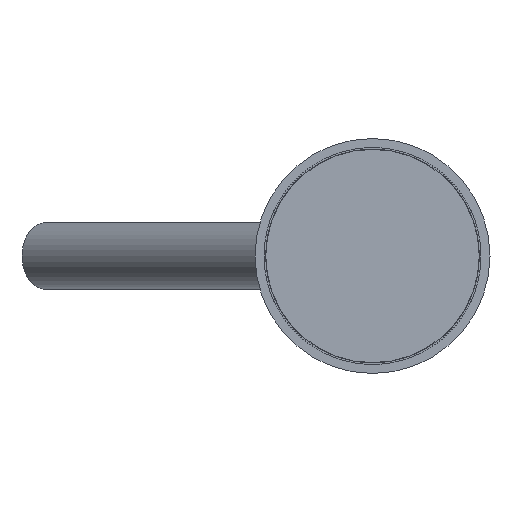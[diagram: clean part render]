
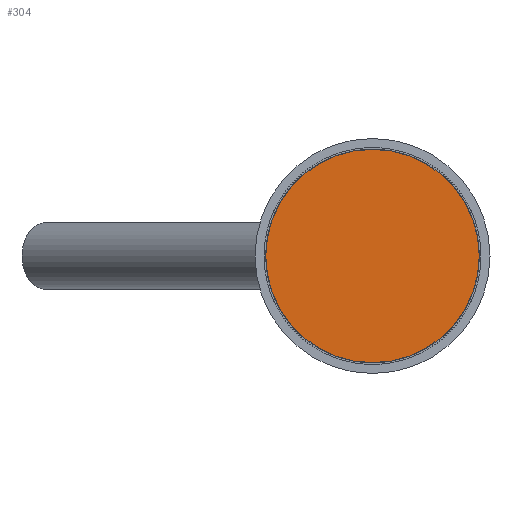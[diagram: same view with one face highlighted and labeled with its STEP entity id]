
A CAD part, front view. The second image highlights one B-rep face of the part: STEP entity #304.
In plain terms, the highlighted planar face has unit normal (0, -1, 0).
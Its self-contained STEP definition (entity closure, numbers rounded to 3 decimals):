
#304=ADVANCED_FACE('',(#2723),#1518,.T.);
#1518=PLANE('',#21351);
#2723=FACE_OUTER_BOUND('',#3931,.T.);
#3931=EDGE_LOOP('',(#10212));
#10212=ORIENTED_EDGE('',*,*,#17958,.T.);
#16020=VERTEX_POINT('',#28870);
#17958=EDGE_CURVE('',#16020,#16020,#20859,.T.);
#20859=CIRCLE('',#21350,19.25);
#21350=AXIS2_PLACEMENT_3D('',#28869,#23055,#23056);
#21351=AXIS2_PLACEMENT_3D('',#28871,#23057,#23058);
#23055=DIRECTION('',(0.,-1.,0.));
#23056=DIRECTION('',(0.,0.,-1.));
#23057=DIRECTION('',(0.,-1.,0.));
#23058=DIRECTION('',(0.,0.,-1.));
#28869=CARTESIAN_POINT('',(0.,-20.,0.));
#28870=CARTESIAN_POINT('',(0.,-20.,-19.25));
#28871=CARTESIAN_POINT('',(0.,-20.,0.));
